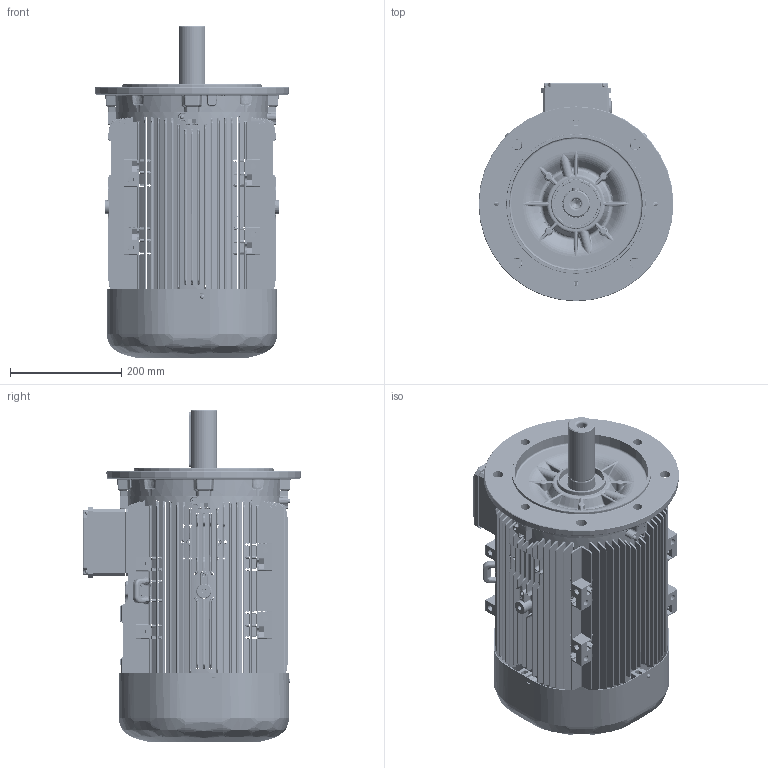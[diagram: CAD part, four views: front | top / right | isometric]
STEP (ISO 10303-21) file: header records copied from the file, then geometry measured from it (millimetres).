
FILE_DESCRIPTION(/* description */ (''),/* implementation_level */ '2;1');
FILE_NAME(/* name */ 'QHS180_B5.stp',/* time_stamp */ '2024-07-31T16:38:34+03:00',/* author */ (''),/* organization */ (''),/* preprocessor_version */ 'ST-DEVELOPER v18.102',/* originating_system */ 'SIEMENS PLM Software NX2206.8101',/* authorisation */ '');
FILE_SCHEMA (('AP203_CONFIGURATION_CONTROLLED_3D_DESIGN_OF_MECHANICAL_PARTS_AND_ASSEMBLIES_MIM_LF { 1 0 10303 403 2 1 2}'));
Products named in the file (1): 001_objects
Bounding box: 349.9 x 392.7 x 595.97 mm (x, y, z)
Surface area: 1691816.9 mm2 (no closed solid volume)
Topology: 0 solids, 118 shells, 6471 faces, 20104 edges, 12889 vertices
Faces by surface type: cylinder 2739, plane 1564, torus 1308, bspline 437, cone 276, sphere 140, revolution 7
Full cylindrical faces by diameter (mm): 8 x4, 10 x1, 17 x5, 25 x1, 34.2 x1, 45 x1, 47.4 x1, 48 x1, 50 x1, 80 x1, 85.63 x1, 91 x1, 168 x1, 250 x1, 272.5 x1
Entity records: 245733 total; most frequent: CARTESIAN_POINT 84578, ORIENTED_EDGE 32216, DIRECTION 29175, EDGE_CURVE 19753, VERTEX_POINT 12836, AXIS2_PLACEMENT_3D 10936, B_SPLINE_CURVE_WITH_KNOTS 7414, LINE 7296
